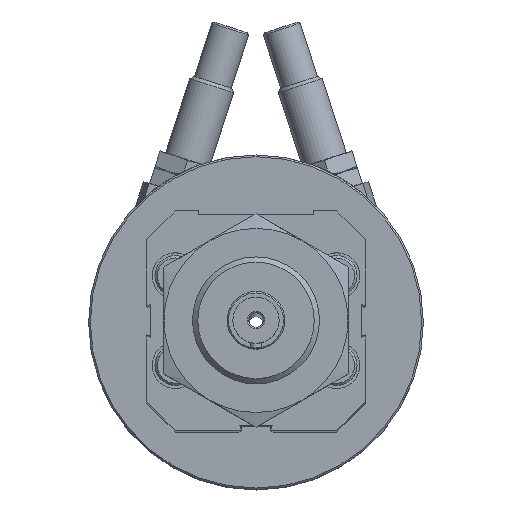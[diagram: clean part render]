
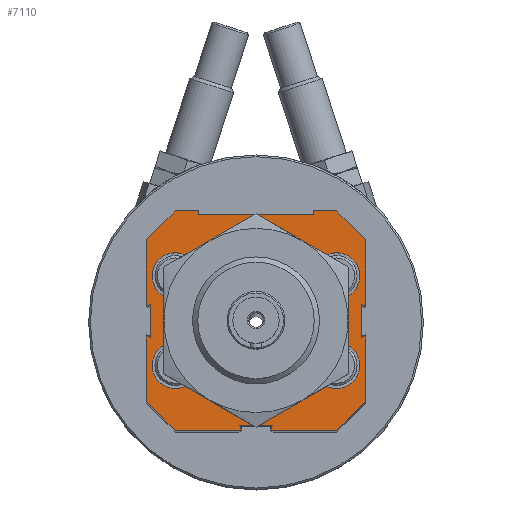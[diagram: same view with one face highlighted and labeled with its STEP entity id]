
A CAD part, top view. The second image highlights one B-rep face of the part: STEP entity #7110.
In plain terms, the highlighted face is planar.
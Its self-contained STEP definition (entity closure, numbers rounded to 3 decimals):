
#199=LINE('',#11216,#726);
#201=LINE('',#11220,#728);
#203=LINE('',#11224,#730);
#237=LINE('',#11310,#764);
#239=LINE('',#11314,#766);
#241=LINE('',#11318,#768);
#275=LINE('',#11404,#802);
#277=LINE('',#11408,#804);
#279=LINE('',#11412,#806);
#339=LINE('',#11568,#866);
#341=LINE('',#11572,#868);
#343=LINE('',#11576,#870);
#385=LINE('',#11677,#912);
#387=LINE('',#11681,#914);
#389=LINE('',#11685,#916);
#390=LINE('',#11687,#917);
#392=LINE('',#11691,#919);
#394=LINE('',#11695,#921);
#395=LINE('',#11697,#922);
#397=LINE('',#11701,#924);
#399=LINE('',#11705,#926);
#400=LINE('',#11707,#927);
#402=LINE('',#11711,#929);
#404=LINE('',#11715,#931);
#726=VECTOR('',#8764,1000.);
#728=VECTOR('',#8768,1000.);
#730=VECTOR('',#8772,1000.);
#764=VECTOR('',#8866,1000.);
#766=VECTOR('',#8870,1000.);
#768=VECTOR('',#8874,1000.);
#802=VECTOR('',#8968,1000.);
#804=VECTOR('',#8972,1000.);
#806=VECTOR('',#8976,1000.);
#866=VECTOR('',#9148,1000.);
#868=VECTOR('',#9152,1000.);
#870=VECTOR('',#9156,1000.);
#912=VECTOR('',#9274,1000.);
#914=VECTOR('',#9278,1000.);
#916=VECTOR('',#9282,1000.);
#917=VECTOR('',#9285,1000.);
#919=VECTOR('',#9289,1000.);
#921=VECTOR('',#9293,1000.);
#922=VECTOR('',#9296,1000.);
#924=VECTOR('',#9300,1000.);
#926=VECTOR('',#9304,1000.);
#927=VECTOR('',#9307,1000.);
#929=VECTOR('',#9311,1000.);
#931=VECTOR('',#9315,1000.);
#1272=PLANE('',#7844);
#1716=CIRCLE('',#7845,4.);
#1717=CIRCLE('',#7846,4.);
#1718=CIRCLE('',#7847,4.);
#1719=CIRCLE('',#7848,4.);
#1720=CIRCLE('',#7849,11.);
#2816=ORIENTED_EDGE('',*,*,#4333,.T.);
#2817=ORIENTED_EDGE('',*,*,#4334,.T.);
#2818=ORIENTED_EDGE('',*,*,#4335,.T.);
#2819=ORIENTED_EDGE('',*,*,#4336,.T.);
#2820=ORIENTED_EDGE('',*,*,#4337,.F.);
#2821=ORIENTED_EDGE('',*,*,#4080,.F.);
#2822=ORIENTED_EDGE('',*,*,#4332,.F.);
#2823=ORIENTED_EDGE('',*,*,#4330,.F.);
#2824=ORIENTED_EDGE('',*,*,#4328,.F.);
#2825=ORIENTED_EDGE('',*,*,#4262,.F.);
#2826=ORIENTED_EDGE('',*,*,#4260,.F.);
#2827=ORIENTED_EDGE('',*,*,#4258,.F.);
#2828=ORIENTED_EDGE('',*,*,#4327,.F.);
#2829=ORIENTED_EDGE('',*,*,#4325,.F.);
#2830=ORIENTED_EDGE('',*,*,#4323,.F.);
#2831=ORIENTED_EDGE('',*,*,#4180,.F.);
#2832=ORIENTED_EDGE('',*,*,#4178,.F.);
#2833=ORIENTED_EDGE('',*,*,#4176,.F.);
#2834=ORIENTED_EDGE('',*,*,#4322,.F.);
#2835=ORIENTED_EDGE('',*,*,#4320,.F.);
#2836=ORIENTED_EDGE('',*,*,#4318,.F.);
#2837=ORIENTED_EDGE('',*,*,#4132,.F.);
#2838=ORIENTED_EDGE('',*,*,#4130,.F.);
#2839=ORIENTED_EDGE('',*,*,#4128,.F.);
#2840=ORIENTED_EDGE('',*,*,#4317,.F.);
#2841=ORIENTED_EDGE('',*,*,#4315,.F.);
#2842=ORIENTED_EDGE('',*,*,#4313,.F.);
#2843=ORIENTED_EDGE('',*,*,#4084,.F.);
#2844=ORIENTED_EDGE('',*,*,#4082,.F.);
#4080=EDGE_CURVE('',#5043,#5044,#199,.T.);
#4082=EDGE_CURVE('',#5044,#5045,#201,.T.);
#4084=EDGE_CURVE('',#5045,#5046,#203,.T.);
#4128=EDGE_CURVE('',#5067,#5068,#237,.T.);
#4130=EDGE_CURVE('',#5068,#5069,#239,.T.);
#4132=EDGE_CURVE('',#5069,#5070,#241,.T.);
#4176=EDGE_CURVE('',#5091,#5092,#275,.T.);
#4178=EDGE_CURVE('',#5092,#5093,#277,.T.);
#4180=EDGE_CURVE('',#5093,#5094,#279,.T.);
#4258=EDGE_CURVE('',#5133,#5134,#339,.T.);
#4260=EDGE_CURVE('',#5134,#5135,#341,.T.);
#4262=EDGE_CURVE('',#5135,#5136,#343,.T.);
#4313=EDGE_CURVE('',#5046,#5157,#385,.T.);
#4315=EDGE_CURVE('',#5157,#5158,#387,.T.);
#4317=EDGE_CURVE('',#5158,#5067,#389,.T.);
#4318=EDGE_CURVE('',#5070,#5159,#390,.T.);
#4320=EDGE_CURVE('',#5159,#5160,#392,.T.);
#4322=EDGE_CURVE('',#5160,#5091,#394,.T.);
#4323=EDGE_CURVE('',#5094,#5161,#395,.T.);
#4325=EDGE_CURVE('',#5161,#5162,#397,.T.);
#4327=EDGE_CURVE('',#5162,#5133,#399,.T.);
#4328=EDGE_CURVE('',#5136,#5163,#400,.T.);
#4330=EDGE_CURVE('',#5163,#5164,#402,.T.);
#4332=EDGE_CURVE('',#5164,#5043,#404,.T.);
#4333=EDGE_CURVE('',#5165,#5165,#1716,.T.);
#4334=EDGE_CURVE('',#5166,#5166,#1717,.T.);
#4335=EDGE_CURVE('',#5167,#5167,#1718,.T.);
#4336=EDGE_CURVE('',#5168,#5168,#1719,.T.);
#4337=EDGE_CURVE('',#5169,#5169,#1720,.F.);
#5043=VERTEX_POINT('',#11215);
#5044=VERTEX_POINT('',#11217);
#5045=VERTEX_POINT('',#11221);
#5046=VERTEX_POINT('',#11225);
#5067=VERTEX_POINT('',#11309);
#5068=VERTEX_POINT('',#11311);
#5069=VERTEX_POINT('',#11315);
#5070=VERTEX_POINT('',#11319);
#5091=VERTEX_POINT('',#11403);
#5092=VERTEX_POINT('',#11405);
#5093=VERTEX_POINT('',#11409);
#5094=VERTEX_POINT('',#11413);
#5133=VERTEX_POINT('',#11567);
#5134=VERTEX_POINT('',#11569);
#5135=VERTEX_POINT('',#11573);
#5136=VERTEX_POINT('',#11577);
#5157=VERTEX_POINT('',#11678);
#5158=VERTEX_POINT('',#11682);
#5159=VERTEX_POINT('',#11688);
#5160=VERTEX_POINT('',#11692);
#5161=VERTEX_POINT('',#11698);
#5162=VERTEX_POINT('',#11702);
#5163=VERTEX_POINT('',#11708);
#5164=VERTEX_POINT('',#11712);
#5165=VERTEX_POINT('',#11718);
#5166=VERTEX_POINT('',#11720);
#5167=VERTEX_POINT('',#11722);
#5168=VERTEX_POINT('',#11724);
#5169=VERTEX_POINT('',#11726);
#5819=EDGE_LOOP('',(#2816));
#5820=EDGE_LOOP('',(#2817));
#5821=EDGE_LOOP('',(#2818));
#5822=EDGE_LOOP('',(#2819));
#5823=EDGE_LOOP('',(#2820));
#5824=EDGE_LOOP('',(#2821,#2822,#2823,#2824,#2825,#2826,#2827,#2828,#2829,
#2830,#2831,#2832,#2833,#2834,#2835,#2836,#2837,#2838,#2839,#2840,#2841,
#2842,#2843,#2844));
#6458=FACE_BOUND('',#5819,.T.);
#6459=FACE_BOUND('',#5820,.T.);
#6460=FACE_BOUND('',#5821,.T.);
#6461=FACE_BOUND('',#5822,.T.);
#6462=FACE_BOUND('',#5823,.T.);
#6463=FACE_BOUND('',#5824,.T.);
#7110=ADVANCED_FACE('',(#6458,#6459,#6460,#6461,#6462,#6463),#1272,.F.);
#7844=AXIS2_PLACEMENT_3D('',#11716,#9316,#9317);
#7845=AXIS2_PLACEMENT_3D('',#11717,#9318,#9319);
#7846=AXIS2_PLACEMENT_3D('',#11719,#9320,#9321);
#7847=AXIS2_PLACEMENT_3D('',#11721,#9322,#9323);
#7848=AXIS2_PLACEMENT_3D('',#11723,#9324,#9325);
#7849=AXIS2_PLACEMENT_3D('',#11725,#9326,#9327);
#8764=DIRECTION('',(0.,-1.,0.));
#8768=DIRECTION('',(0.,-0.707,-0.707));
#8772=DIRECTION('',(0.,0.,-1.));
#8866=DIRECTION('',(0.,0.,-1.));
#8870=DIRECTION('',(0.,0.707,-0.707));
#8874=DIRECTION('',(0.,1.,0.));
#8968=DIRECTION('',(0.,1.,0.));
#8972=DIRECTION('',(0.,0.707,0.707));
#8976=DIRECTION('',(0.,0.,1.));
#9148=DIRECTION('',(0.,0.,1.));
#9152=DIRECTION('',(0.,-0.707,0.707));
#9156=DIRECTION('',(0.,-1.,0.));
#9274=DIRECTION('',(0.,0.903,0.429));
#9278=DIRECTION('',(0.,0.,-1.));
#9282=DIRECTION('',(0.,-0.903,0.429));
#9285=DIRECTION('',(0.,-0.429,0.903));
#9289=DIRECTION('',(0.,1.,0.));
#9293=DIRECTION('',(0.,-0.429,-0.903));
#9296=DIRECTION('',(0.,-0.996,0.087));
#9300=DIRECTION('',(0.,0.,1.));
#9304=DIRECTION('',(0.,0.996,0.087));
#9307=DIRECTION('',(0.,0.429,-0.903));
#9311=DIRECTION('',(0.,-1.,0.));
#9315=DIRECTION('',(0.,0.429,0.903));
#9316=DIRECTION('',(1.,0.,0.));
#9317=DIRECTION('',(0.,0.,-1.));
#9318=DIRECTION('',(1.,0.,0.));
#9319=DIRECTION('',(0.,0.,-1.));
#9320=DIRECTION('',(1.,0.,0.));
#9321=DIRECTION('',(0.,0.,-1.));
#9322=DIRECTION('',(1.,0.,0.));
#9323=DIRECTION('',(0.,0.,-1.));
#9324=DIRECTION('',(1.,0.,0.));
#9325=DIRECTION('',(0.,0.,-1.));
#9326=DIRECTION('',(1.,0.,0.));
#9327=DIRECTION('',(0.,0.,-1.));
#11215=CARTESIAN_POINT('',(-231.6,-2.489,19.));
#11216=CARTESIAN_POINT('',(-231.6,-2.489,19.));
#11217=CARTESIAN_POINT('',(-231.6,-14.,19.));
#11220=CARTESIAN_POINT('',(-231.6,-14.,19.));
#11221=CARTESIAN_POINT('',(-231.6,-19.,14.));
#11224=CARTESIAN_POINT('',(-231.6,-19.,14.));
#11225=CARTESIAN_POINT('',(-231.6,-19.,2.489));
#11309=CARTESIAN_POINT('',(-231.6,-19.,-2.489));
#11310=CARTESIAN_POINT('',(-231.6,-19.,-2.489));
#11311=CARTESIAN_POINT('',(-231.6,-19.,-14.));
#11314=CARTESIAN_POINT('',(-231.6,-19.,-14.));
#11315=CARTESIAN_POINT('',(-231.6,-14.,-19.));
#11318=CARTESIAN_POINT('',(-231.6,-14.,-19.));
#11319=CARTESIAN_POINT('',(-231.6,-2.489,-19.));
#11403=CARTESIAN_POINT('',(-231.6,2.489,-19.));
#11404=CARTESIAN_POINT('',(-231.6,2.489,-19.));
#11405=CARTESIAN_POINT('',(-231.6,14.,-19.));
#11408=CARTESIAN_POINT('',(-231.6,14.,-19.));
#11409=CARTESIAN_POINT('',(-231.6,19.,-14.));
#11412=CARTESIAN_POINT('',(-231.6,19.,-14.));
#11413=CARTESIAN_POINT('',(-231.6,19.,-10.));
#11567=CARTESIAN_POINT('',(-231.6,19.,10.));
#11568=CARTESIAN_POINT('',(-231.6,19.,10.));
#11569=CARTESIAN_POINT('',(-231.6,19.,14.));
#11572=CARTESIAN_POINT('',(-231.6,19.,14.));
#11573=CARTESIAN_POINT('',(-231.6,14.,19.));
#11576=CARTESIAN_POINT('',(-231.6,14.,19.));
#11577=CARTESIAN_POINT('',(-231.6,2.489,19.));
#11677=CARTESIAN_POINT('',(-231.6,-19.,2.489));
#11678=CARTESIAN_POINT('',(-231.6,-18.24,2.85));
#11681=CARTESIAN_POINT('',(-231.6,-18.24,2.85));
#11682=CARTESIAN_POINT('',(-231.6,-18.24,-2.85));
#11685=CARTESIAN_POINT('',(-231.6,-18.24,-2.85));
#11687=CARTESIAN_POINT('',(-231.6,-2.489,-19.));
#11688=CARTESIAN_POINT('',(-231.6,-2.85,-18.24));
#11691=CARTESIAN_POINT('',(-231.6,-2.85,-18.24));
#11692=CARTESIAN_POINT('',(-231.6,2.85,-18.24));
#11695=CARTESIAN_POINT('',(-231.6,2.85,-18.24));
#11697=CARTESIAN_POINT('',(-231.6,19.,-10.));
#11698=CARTESIAN_POINT('',(-231.6,18.316,-9.94));
#11701=CARTESIAN_POINT('',(-231.6,18.316,-9.94));
#11702=CARTESIAN_POINT('',(-231.6,18.316,9.94));
#11705=CARTESIAN_POINT('',(-231.6,18.316,9.94));
#11707=CARTESIAN_POINT('',(-231.6,2.489,19.));
#11708=CARTESIAN_POINT('',(-231.6,2.85,18.24));
#11711=CARTESIAN_POINT('',(-231.6,2.85,18.24));
#11712=CARTESIAN_POINT('',(-231.6,-2.85,18.24));
#11715=CARTESIAN_POINT('',(-231.6,-2.85,18.24));
#11716=CARTESIAN_POINT('',(-231.6,0.,0.));
#11717=CARTESIAN_POINT('',(-231.6,-7.75,14.));
#11718=CARTESIAN_POINT('',(-231.6,-7.75,10.));
#11719=CARTESIAN_POINT('',(-231.6,-7.75,-14.));
#11720=CARTESIAN_POINT('',(-231.6,-7.75,-18.));
#11721=CARTESIAN_POINT('',(-231.6,7.75,-14.));
#11722=CARTESIAN_POINT('',(-231.6,7.75,-18.));
#11723=CARTESIAN_POINT('',(-231.6,7.75,14.));
#11724=CARTESIAN_POINT('',(-231.6,7.75,10.));
#11725=CARTESIAN_POINT('',(-231.6,0.,0.));
#11726=CARTESIAN_POINT('',(-231.6,0.,-11.));
